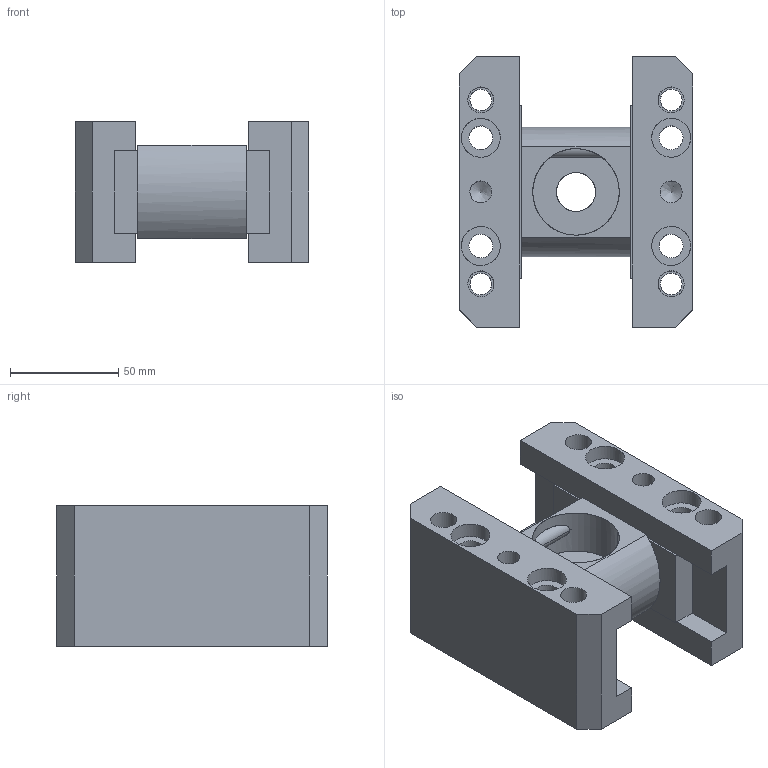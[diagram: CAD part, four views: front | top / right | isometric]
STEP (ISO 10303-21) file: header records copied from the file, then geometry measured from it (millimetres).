
FILE_DESCRIPTION(('STEP AP214'),'1');
FILE_NAME('KOCU-F-40-00.stp','2023-09-08T14:31:23',(' '),(' '),'Spatial InterOp 3D',' ',' ');
FILE_SCHEMA(('automotive_design'));
Length unit declared in the file: metre
Products named in the file (34): 1; 2; 3; 4; 5; 6; 7; 8; 9; 10; 11; 12; 13; 14; 15; 16; 17; 18; 19; 20; 21; 22; 23; 24; 25; 26; 27; 28; 29; 30; 31; 32; 33; 34
Bounding box: 108 x 125 x 65 mm (x, y, z)
Volume: 348682.8 mm3; surface area: 114133.2 mm2
Topology: 4 solids, 34 shells, 96 faces, 318 edges, 268 vertices
Faces by surface type: plane 54, revolution 42
Entity records: 8285 total; most frequent: CARTESIAN_POINT 3497, ORIENTED_EDGE 458, PRESENTATION_STYLE_ASSIGNMENT 390, COLOUR_RGB 390, STYLED_ITEM 294, EDGE_CURVE 294, CURVE_STYLE 294, DRAUGHTING_PRE_DEFINED_CURVE_FONT 294
